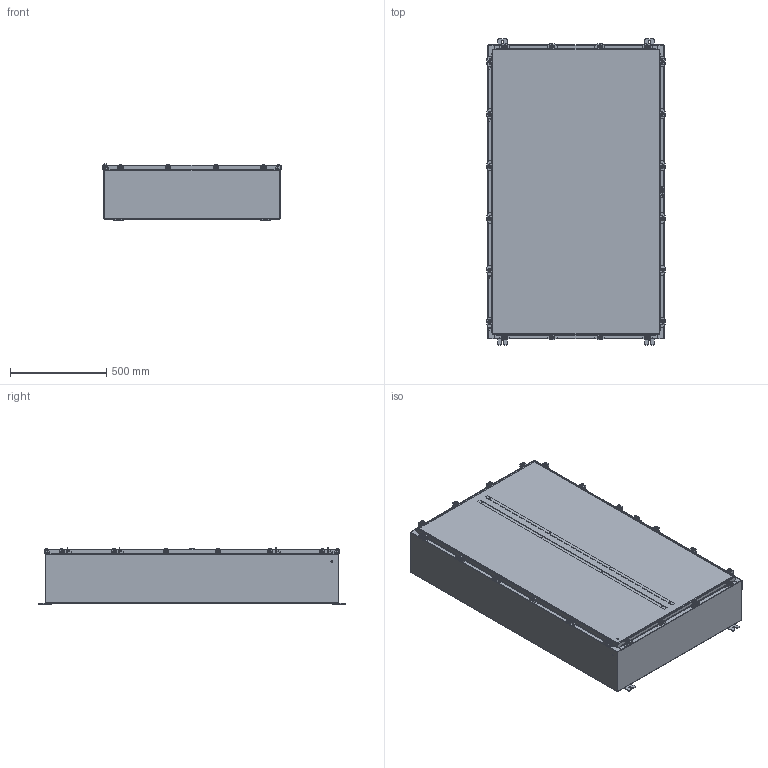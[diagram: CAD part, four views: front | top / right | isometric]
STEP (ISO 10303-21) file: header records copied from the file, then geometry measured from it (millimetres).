
FILE_DESCRIPTION (( 'STEP AP203' ), '1' );
FILE_NAME ('EX60H3610ALWP.STEP', '2015-04-07T15:25:48', ( 'changeme' ), ( 'Microsoft' ), 'SwSTEP 2.0', 'SolidWorks 2014', '' );
FILE_SCHEMA (( 'CONFIG_CONTROL_DESIGN' ));
Length unit declared in the file: inch
Products named in the file (27): Special Clamp Assembly; EX60H3610ALWP Body; EX60H3610ALWP Backpanel; EX60H3610ALWP Enclosure Stiffener; EX60H3610ALWP Special Clamp; EX60H3610ALWP Bottom; EX60H3610ALWP Clamp Bracket; ATEX CLAMP HINGE BRAKET; EX60H3610ALWP Top; 22101002_RTP29; HW-CLN-NH-20320; 10_30 CD Stud; 22104005_DEFAULT_RTP30; EX60H3610ALWP Mounting Studs; EX60H3610ALWP; 30X10 Clamp Bracket2; Clamp Top_RTP31; Quarter-20 CD Stud; N-WMT04X30402202210-00 22101002; EX60H3610ALWP Clamp Assembly; EX60H3610ALWP Door Stiffener; N-WMT04X30402202210-00 22104005_DEFAULT; EX60H3610ALWP Standard Clamps; EX60H3610ALWP Padlock Staple; N-WMT04X30402202210-00 Clamp Top; EX60H3610ALWP Cover; EX60H3610ALWP Padlock Hasp
Assembly tree (68 placements, depth 4):
  EX60H3610ALWP
    EX60H3610ALWP Backpanel
    EX60H3610ALWP Mounting Studs  x8
    Quarter-20 CD Stud  x2
    EX60H3610ALWP Door Stiffener
    EX60H3610ALWP Padlock Staple
    EX60H3610ALWP Padlock Hasp
    EX60H3610ALWP Enclosure Stiffener  x2
    EX60H3610ALWP Standard Clamps  x16
      EX60H3610ALWP Clamp Bracket
      EX60H3610ALWP Clamp Assembly
        22101002_RTP29  x2
        22104005_DEFAULT_RTP30
        Clamp Top_RTP31
    EX60H3610ALWP Cover
    EX60H3610ALWP Body
    EX60H3610ALWP Bottom
    EX60H3610ALWP Top
    10_30 CD Stud  x8
    EX60H3610ALWP Special Clamp  x4
      30X10 Clamp Bracket2
      Special Clamp Assembly
        N-WMT04X30402202210-00 22101002  x2
        N-WMT04X30402202210-00 22104005_DEFAULT
        N-WMT04X30402202210-00 Clamp Top
    ATEX CLAMP HINGE BRAKET  x4
    HW-CLN-NH-20320  x4
Bounding box: 925.1 x 1587.5 x 290.9 mm (x, y, z)
Volume: 12523026.1 mm3; surface area: 12204527.6 mm2
Topology: 140 solids, 140 shells, 3424 faces, 8370 edges, 5296 vertices
Faces by surface type: plane 1773, cylinder 1319, cone 180, torus 120, bspline 32
Entity records: 27440 total; most frequent: CARTESIAN_POINT 4865, DIRECTION 4035, ORIENTED_EDGE 3702, EDGE_CURVE 1851, AXIS2_PLACEMENT_3D 1414, VECTOR 1207, LINE 1207, VERTEX_POINT 1120
